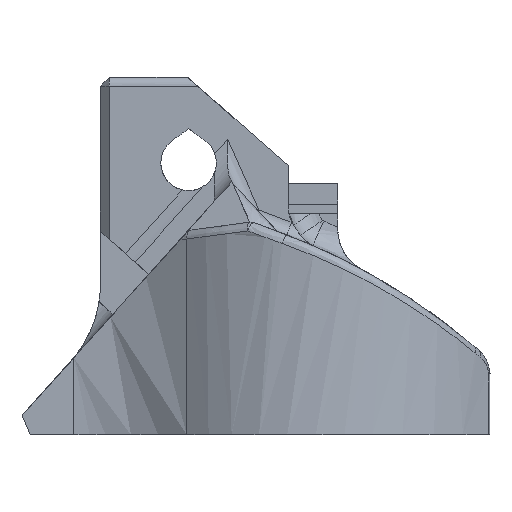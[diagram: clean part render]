
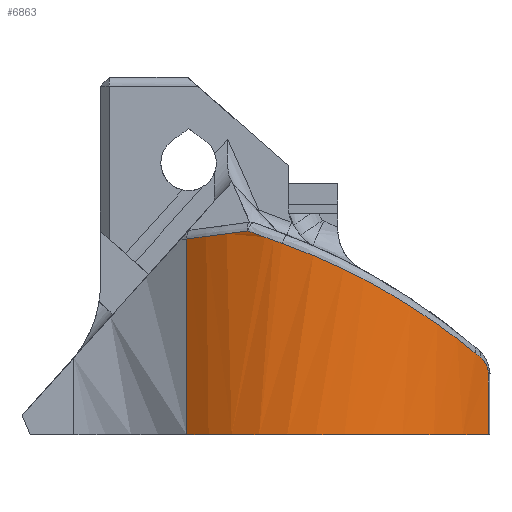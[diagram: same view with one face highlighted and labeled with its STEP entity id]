
A CAD part, left-side view. The second image highlights one B-rep face of the part: STEP entity #6863.
In plain terms, the highlighted free-form (B-spline) face has degree [2, 1] with [3, 2] control points.
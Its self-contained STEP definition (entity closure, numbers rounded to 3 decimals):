
#87=(
BOUNDED_SURFACE()
B_SPLINE_SURFACE(2,1,((#16887,#16888),(#16889,#16890),(#16891,#16892)),
 .UNSPECIFIED.,.F.,.F.,.F.)
B_SPLINE_SURFACE_WITH_KNOTS((3,3),(2,2),(-0.55,0.837),
(0.,1.365),.UNSPECIFIED.)
GEOMETRIC_REPRESENTATION_ITEM()
RATIONAL_B_SPLINE_SURFACE(((1.,1.),(0.769,0.769),
(1.,1.)))
REPRESENTATION_ITEM('')
SURFACE()
);
#216=ELLIPSE('',#7256,17.449,13.307);
#266=ELLIPSE('',#7387,10.187,8.529);
#267=ELLIPSE('',#7393,12.134,9.925);
#402=CIRCLE('',#7390,17.392);
#943=FACE_OUTER_BOUND('',#1328,.T.);
#1328=EDGE_LOOP('',(#6255,#6256,#6257,#6258,#6259,#6260,#6261,#6262));
#1846=LINE('',#16886,#2355);
#1847=LINE('',#16893,#2356);
#2355=VECTOR('',#8905,10.923);
#2356=VECTOR('',#8906,3.398);
#2606=B_SPLINE_CURVE_WITH_KNOTS('',3,(#16371,#16372,#16373,#16374,#16375,
#16376),.UNSPECIFIED.,.F.,.F.,(4,1,1,4),(0.,0.379,
0.569,1.327),.UNSPECIFIED.);
#2608=B_SPLINE_CURVE_WITH_KNOTS('',3,(#16477,#16478,#16479,#16480,#16481,
#16482,#16483),.UNSPECIFIED.,.F.,.F.,(4,1,1,1,4),(0.,0.053,
0.088,0.105,0.123),.UNSPECIFIED.);
#3068=VERTEX_POINT('',#13765);
#3069=VERTEX_POINT('',#13767);
#3219=VERTEX_POINT('',#15904);
#3238=VERTEX_POINT('',#16336);
#3239=VERTEX_POINT('',#16369);
#3240=VERTEX_POINT('',#16397);
#3242=VERTEX_POINT('',#16421);
#3243=VERTEX_POINT('',#16467);
#3949=EDGE_CURVE('',#3069,#3068,#216,.F.);
#4220=EDGE_CURVE('',#3219,#3238,#266,.T.);
#4223=EDGE_CURVE('',#3238,#3239,#2606,.T.);
#4224=EDGE_CURVE('',#3239,#3240,#402,.T.);
#4227=EDGE_CURVE('',#3242,#3219,#267,.T.);
#4231=EDGE_CURVE('',#3240,#3243,#2608,.T.);
#4293=EDGE_CURVE('',#3069,#3242,#1846,.T.);
#4294=EDGE_CURVE('',#3243,#3068,#1847,.T.);
#6255=ORIENTED_EDGE('',*,*,#4227,.F.);
#6256=ORIENTED_EDGE('',*,*,#4293,.F.);
#6257=ORIENTED_EDGE('',*,*,#3949,.T.);
#6258=ORIENTED_EDGE('',*,*,#4294,.F.);
#6259=ORIENTED_EDGE('',*,*,#4231,.F.);
#6260=ORIENTED_EDGE('',*,*,#4224,.F.);
#6261=ORIENTED_EDGE('',*,*,#4223,.F.);
#6262=ORIENTED_EDGE('',*,*,#4220,.F.);
#6863=ADVANCED_FACE('',(#943),#87,.T.);
#7256=AXIS2_PLACEMENT_3D('',#13768,#8444,#8445);
#7387=AXIS2_PLACEMENT_3D('',#16337,#8788,#8789);
#7390=AXIS2_PLACEMENT_3D('',#16398,#8794,#8795);
#7393=AXIS2_PLACEMENT_3D('',#16423,#8800,#8801);
#8444=DIRECTION('center_axis',(0.,0.,-1.));
#8445=DIRECTION('ref_axis',(-1.,0.,0.));
#8788=DIRECTION('center_axis',(-0.005,-0.339,
0.941));
#8789=DIRECTION('ref_axis',(-0.43,-0.849,-0.308));
#8794=DIRECTION('center_axis',(0.006,-0.627,0.779));
#8795=DIRECTION('ref_axis',(-0.699,-0.56,-0.445));
#8800=DIRECTION('center_axis',(0.002,0.129,0.992));
#8801=DIRECTION('ref_axis',(0.883,0.465,-0.063));
#8905=DIRECTION('',(0.,0.,1.));
#8906=DIRECTION('',(0.,0.,-1.));
#13765=CARTESIAN_POINT('',(-136.972,102.245,0.));
#13767=CARTESIAN_POINT('',(-140.158,119.082,0.));
#13768=CARTESIAN_POINT('Origin',(-125.283,112.125,0.));
#15904=CARTESIAN_POINT('',(-142.1,115.673,11.371));
#16336=CARTESIAN_POINT('',(-142.601,113.752,10.678));
#16337=CARTESIAN_POINT('Origin',(-133.87,113.433,10.608));
#16369=CARTESIAN_POINT('',(-137.97,102.989,4.573));
#16371=CARTESIAN_POINT('Ctrl Pts',(-142.601,113.752,10.678));
#16372=CARTESIAN_POINT('Ctrl Pts',(-142.799,112.525,10.235));
#16373=CARTESIAN_POINT('Ctrl Pts',(-142.751,110.68,9.452));
#16374=CARTESIAN_POINT('Ctrl Pts',(-141.592,106.72,7.385));
#16375=CARTESIAN_POINT('Ctrl Pts',(-139.765,104.439,5.754));
#16376=CARTESIAN_POINT('Ctrl Pts',(-137.97,102.989,4.573));
#16397=CARTESIAN_POINT('',(-137.581,102.684,4.324));
#16398=CARTESIAN_POINT('Origin',(-125.422,112.42,12.061));
#16421=CARTESIAN_POINT('',(-140.158,119.082,10.923));
#16423=CARTESIAN_POINT('Origin',(-131.022,114.047,11.555));
#16467=CARTESIAN_POINT('',(-136.972,102.245,3.398));
#16477=CARTESIAN_POINT('Ctrl Pts',(-137.581,102.684,4.324));
#16478=CARTESIAN_POINT('Ctrl Pts',(-137.453,102.587,4.245));
#16479=CARTESIAN_POINT('Ctrl Pts',(-137.257,102.443,4.066));
#16480=CARTESIAN_POINT('Ctrl Pts',(-137.075,102.316,3.786));
#16481=CARTESIAN_POINT('Ctrl Pts',(-136.992,102.258,3.572));
#16482=CARTESIAN_POINT('Ctrl Pts',(-136.972,102.245,3.457));
#16483=CARTESIAN_POINT('Ctrl Pts',(-136.972,102.245,3.398));
#16886=CARTESIAN_POINT('',(-140.158,119.082,9.5));
#16887=CARTESIAN_POINT('Ctrl Pts',(-140.158,119.082,0.));
#16888=CARTESIAN_POINT('Ctrl Pts',(-140.158,119.082,13.646));
#16889=CARTESIAN_POINT('Ctrl Pts',(-147.739,109.654,0.));
#16890=CARTESIAN_POINT('Ctrl Pts',(-147.739,109.654,13.646));
#16891=CARTESIAN_POINT('Ctrl Pts',(-136.972,102.245,0.));
#16892=CARTESIAN_POINT('Ctrl Pts',(-136.972,102.245,13.646));
#16893=CARTESIAN_POINT('',(-136.972,102.245,9.5));
